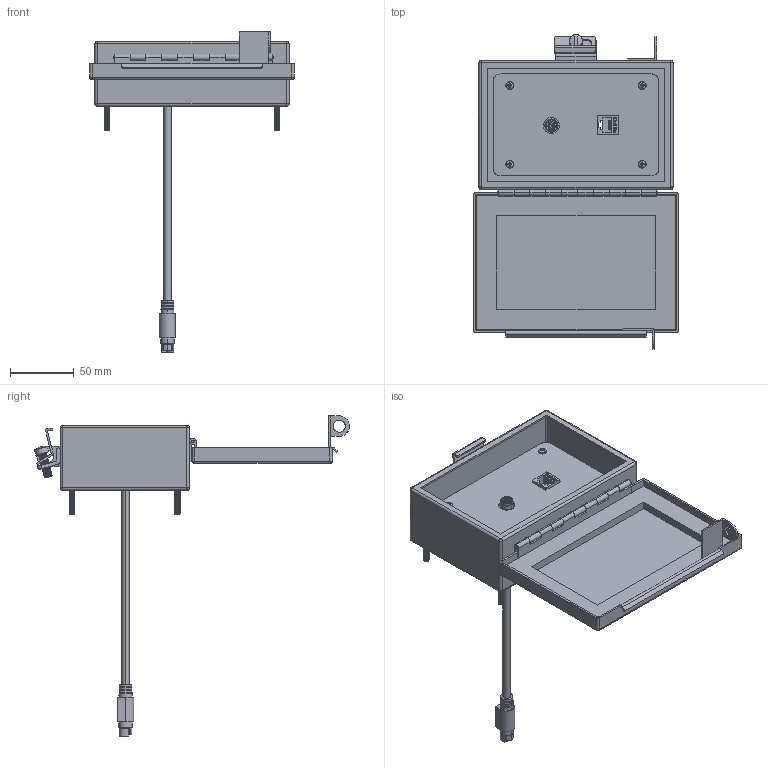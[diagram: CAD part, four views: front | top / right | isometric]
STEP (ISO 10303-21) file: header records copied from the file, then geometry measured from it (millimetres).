
FILE_DESCRIPTION (( 'STEP AP203' ), '1' );
FILE_NAME ('P-A10R2-M6RX_3D.STEP', '2019-07-29T19:20:01', ( '' ), ( '' ), 'SwSTEP 2.0', 'SolidWorks 2019', '' );
FILE_SCHEMA (( 'CONFIG_CONTROL_DESIGN' ));
Length unit declared in the file: millimetre
Products named in the file (16): Z-020-3050; Z-300-RJ45CAT5; Z-H-M6_B; A10; R2; -M6; P-A10R2-M6RX_TP180_1; 92005A124_METRIC PAN HEAD PHILLIPS MACHINE SCREW_92005A124; Z-000-44011_8FH_91771A116; P-A10R2-M6RX_BP180_1; P-A10R2-M6RX_3D; Z-001-SPR_5_8; P-A10R2-M6RX_TP060_1; Z-002-4401_4HN_90675A005; Z-000-4243316TFP; P-A10R2-M6RX_FP060_1
Assembly tree (22 placements, depth 3):
  P-A10R2-M6RX_3D
    P-A10R2-M6RX_BP180_1
    P-A10R2-M6RX_TP060_1
    Z-000-4243316TFP  x2
    A10
      Z-020-3050
    P-A10R2-M6RX_TP180_1
    Z-000-44011_8FH_91771A116  x2
    Z-001-SPR_5_8  x2
    Z-002-4401_4HN_90675A005  x2
    P-A10R2-M6RX_FP060_1
    R2
      Z-300-RJ45CAT5
    -M6
      Z-H-M6_B
    92005A124_METRIC PAN HEAD PHILLIPS MACHINE SCREW_92005A124  x4
Bounding box: 160.82 x 247.16 x 251.39 mm (x, y, z)
Volume: 229775 mm3; surface area: 211325.7 mm2
Topology: 28 solids, 28 shells, 2667 faces, 7550 edges, 5008 vertices
Faces by surface type: cylinder 1248, plane 818, bspline 414, cone 140, sphere 31, torus 16
Entity records: 128455 total; most frequent: CARTESIAN_POINT 85678, ORIENTED_EDGE 9876, DIRECTION 6591, EDGE_CURVE 4938, VERTEX_POINT 3283, LINE 2455, VECTOR 2455, AXIS2_PLACEMENT_3D 2068
